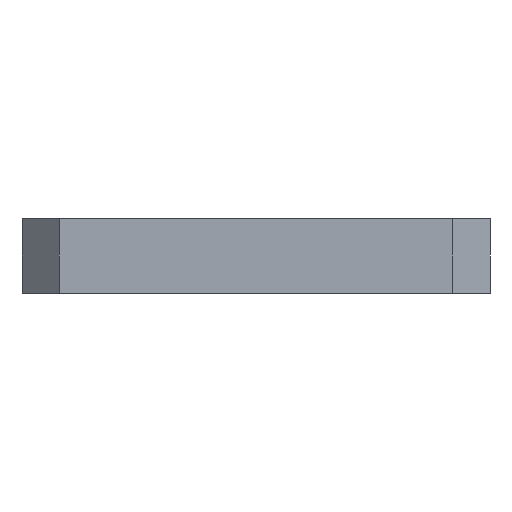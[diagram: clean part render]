
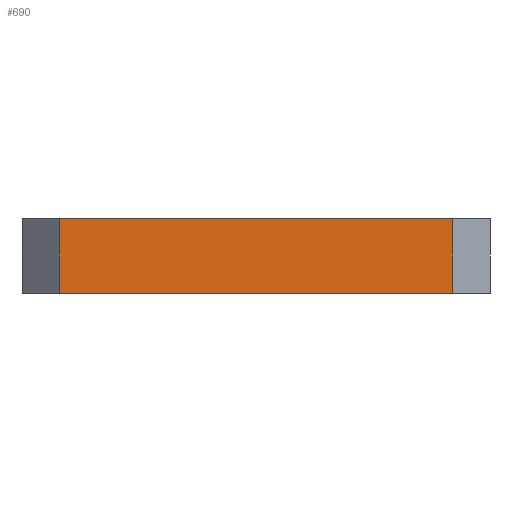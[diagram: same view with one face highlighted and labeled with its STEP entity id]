
A CAD part, left-side view. The second image highlights one B-rep face of the part: STEP entity #690.
In plain terms, the highlighted planar face has unit normal (-1, 0, 0).
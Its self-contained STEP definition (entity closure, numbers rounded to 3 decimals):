
#3 = VERTEX_POINT ( 'NONE', #582 ) ;
#11 = VECTOR ( 'NONE', #409, 1000. ) ;
#113 = VERTEX_POINT ( 'NONE', #802 ) ;
#122 = CARTESIAN_POINT ( 'NONE',  ( -135., -10.5, 4. ) ) ;
#178 = EDGE_CURVE ( 'NONE', #1149, #113, #1209, .T. ) ;
#284 = CARTESIAN_POINT ( 'NONE',  ( -135., -12.5, 4. ) ) ;
#323 = LINE ( 'NONE', #1309, #978 ) ;
#350 = VECTOR ( 'NONE', #1342, 1000. ) ;
#409 = DIRECTION ( 'NONE',  ( 0., -1., 0. ) ) ;
#498 = AXIS2_PLACEMENT_3D ( 'NONE', #849, #1614, #711 ) ;
#540 = ORIENTED_EDGE ( 'NONE', *, *, #958, .T. ) ;
#582 = CARTESIAN_POINT ( 'NONE',  ( -135., 10.5, 4. ) ) ;
#605 = CARTESIAN_POINT ( 'NONE',  ( -135., -12.5, 0. ) ) ;
#607 = EDGE_CURVE ( 'NONE', #113, #1570, #992, .T. ) ;
#615 = EDGE_LOOP ( 'NONE', ( #1134, #1301, #1268, #540 ) ) ;
#635 = CARTESIAN_POINT ( 'NONE',  ( -135., -10.5, 4. ) ) ;
#690 = ADVANCED_FACE ( 'NONE', ( #1238 ), #1361, .F. ) ;
#711 = DIRECTION ( 'NONE',  ( 0., 0., -1. ) ) ;
#725 = DIRECTION ( 'NONE',  ( 0., 0., 1. ) ) ;
#802 = CARTESIAN_POINT ( 'NONE',  ( -135., -10.5, 0. ) ) ;
#849 = CARTESIAN_POINT ( 'NONE',  ( -135., -12.5, 4. ) ) ;
#951 = DIRECTION ( 'NONE',  ( 0., 0., -1. ) ) ;
#958 = EDGE_CURVE ( 'NONE', #3, #1149, #323, .T. ) ;
#978 = VECTOR ( 'NONE', #951, 1000. ) ;
#992 = LINE ( 'NONE', #122, #993 ) ;
#993 = VECTOR ( 'NONE', #725, 1000. ) ;
#1134 = ORIENTED_EDGE ( 'NONE', *, *, #178, .T. ) ;
#1149 = VERTEX_POINT ( 'NONE', #1373 ) ;
#1209 = LINE ( 'NONE', #605, #350 ) ;
#1238 = FACE_OUTER_BOUND ( 'NONE', #615, .T. ) ;
#1268 = ORIENTED_EDGE ( 'NONE', *, *, #1338, .F. ) ;
#1301 = ORIENTED_EDGE ( 'NONE', *, *, #607, .T. ) ;
#1309 = CARTESIAN_POINT ( 'NONE',  ( -135., 10.5, 4. ) ) ;
#1338 = EDGE_CURVE ( 'NONE', #3, #1570, #1411, .T. ) ;
#1342 = DIRECTION ( 'NONE',  ( 0., -1., 0. ) ) ;
#1361 = PLANE ( 'NONE',  #498 ) ;
#1373 = CARTESIAN_POINT ( 'NONE',  ( -135., 10.5, 0. ) ) ;
#1411 = LINE ( 'NONE', #284, #11 ) ;
#1570 = VERTEX_POINT ( 'NONE', #635 ) ;
#1614 = DIRECTION ( 'NONE',  ( 1., 0., 0. ) ) ;
